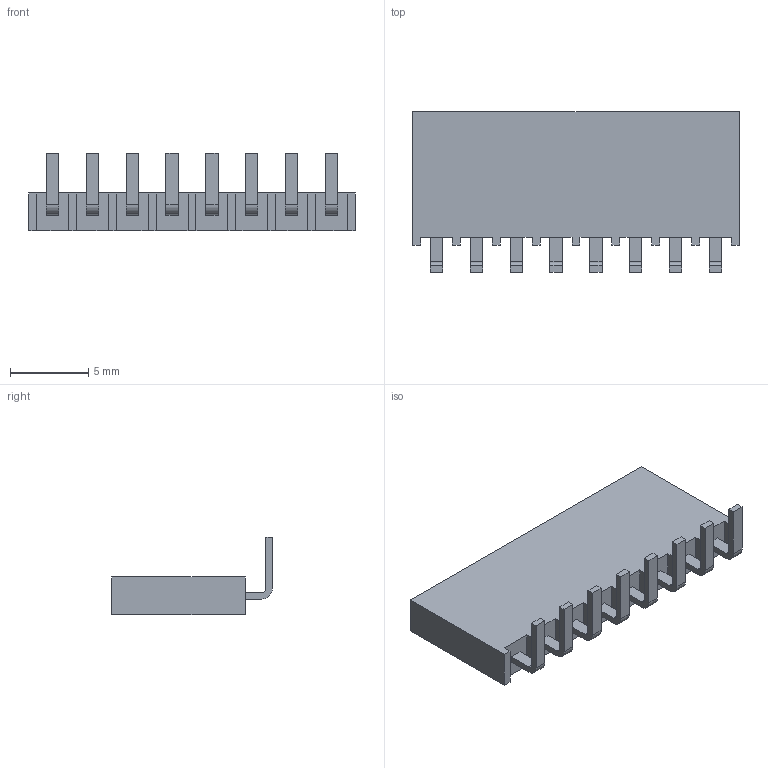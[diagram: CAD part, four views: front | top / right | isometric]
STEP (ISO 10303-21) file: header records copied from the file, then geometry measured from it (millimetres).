
FILE_DESCRIPTION(('STEP AP242'),'1');
FILE_NAME('ssw-108-02-t-s-ra.stp','2025-01-24T08:58:15',('TraceParts'),('TraceParts S.A.'),'Spatial InterOp 3D',' ',' ');
FILE_SCHEMA(('AP242_MANAGED_MODEL_BASED_3D_ENGINEERING_MIM_LF {1 0 10303 442 1 1 4}'));
Length unit declared in the file: millimetre
Products named in the file (1): ssw-108-02-t-s-ra
Bounding box: 20.83 x 10.24 x 4.95 mm (x, y, z)
Volume: 382.4 mm3; surface area: 791.1 mm2
Topology: 1 solids, 1 shells, 182 faces, 460 edges, 296 vertices
Faces by surface type: plane 166, cylinder 16
Entity records: 6812 total; most frequent: CARTESIAN_POINT 939, ORIENTED_EDGE 920, DIRECTION 858, EDGE_CURVE 460, LINE 428, VECTOR 428, VERTEX_POINT 296, AXIS2_PLACEMENT_3D 215
